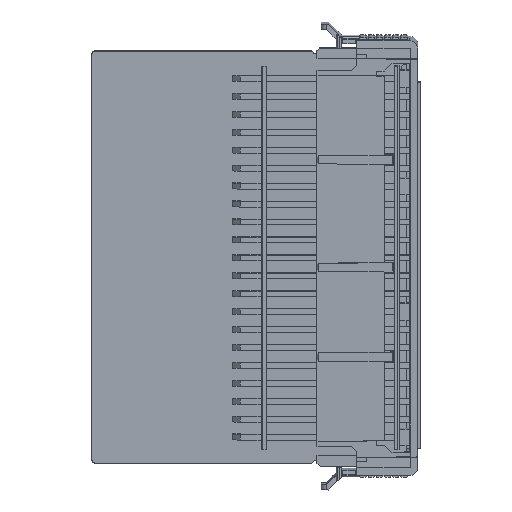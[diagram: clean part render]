
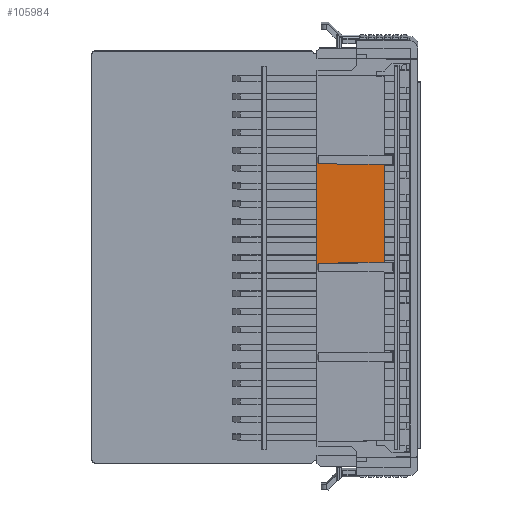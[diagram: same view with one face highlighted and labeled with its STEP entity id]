
A CAD part, left-side view. The second image highlights one B-rep face of the part: STEP entity #105984.
In plain terms, the highlighted face is planar.
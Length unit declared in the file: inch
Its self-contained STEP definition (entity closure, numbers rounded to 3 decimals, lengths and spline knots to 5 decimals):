
#3509 = LINE ( 'NONE', #12596, #78626 ) ;
#3692 = EDGE_CURVE ( 'NONE', #107496, #18150, #125383, .T. ) ;
#11716 = CARTESIAN_POINT ( 'NONE',  ( -0.97868, -0.68026, 2.58821 ) ) ;
#12596 = CARTESIAN_POINT ( 'NONE',  ( -0.98728, 0.30512, 3.57366 ) ) ;
#18150 = VERTEX_POINT ( 'NONE', #90465 ) ;
#18397 = CARTESIAN_POINT ( 'NONE',  ( -0.96516, 0.14031, 2.22393 ) ) ;
#18398 = CARTESIAN_POINT ( 'NONE',  ( -0.96654, 0.29331, 2.37962 ) ) ;
#19756 = ORIENTED_EDGE ( 'NONE', *, *, #80944, .T. ) ;
#20775 = DIRECTION ( 'NONE',  ( 0.017, 0., -1. ) ) ;
#21921 = FACE_OUTER_BOUND ( 'NONE', #84955, .T. ) ;
#22024 = CARTESIAN_POINT ( 'NONE',  ( -0.95767, -0.21063, 1.61936 ) ) ;
#23842 = EDGE_CURVE ( 'NONE', #69088, #50145, #60694, .T. ) ;
#27296 = VERTEX_POINT ( 'NONE', #116214 ) ;
#34358 = DIRECTION ( 'NONE',  ( -1., 0.009, -0.017 ) ) ;
#37362 = ORIENTED_EDGE ( 'NONE', *, *, #84998, .F. ) ;
#39693 = EDGE_CURVE ( 'NONE', #18150, #50145, #3509, .T. ) ;
#39799 = LINE ( 'NONE', #50193, #121140 ) ;
#50145 = VERTEX_POINT ( 'NONE', #91817 ) ;
#50193 = CARTESIAN_POINT ( 'NONE',  ( -0.99178, -0.21063, 3.57358 ) ) ;
#50934 = VECTOR ( 'NONE', #87626, 39.37008 ) ;
#52404 = DIRECTION ( 'NONE',  ( -0.009, -1., -0.009 ) ) ;
#57305 = ORIENTED_EDGE ( 'NONE', *, *, #39693, .T. ) ;
#58850 = EDGE_CURVE ( 'NONE', #27296, #96132, #39799, .T. ) ;
#60694 = LINE ( 'NONE', #11716, #91850 ) ;
#63627 = PLANE ( 'NONE',  #89714 ) ;
#69088 = VERTEX_POINT ( 'NONE', #99872 ) ;
#69365 = ORIENTED_EDGE ( 'NONE', *, *, #23842, .F. ) ;
#78626 = VECTOR ( 'NONE', #120298, 39.37008 ) ;
#80944 = EDGE_CURVE ( 'NONE', #69088, #96132, #94865, .T. ) ;
#81767 = CARTESIAN_POINT ( 'NONE',  ( -0.97082, -0.20606, 2.37519 ) ) ;
#84955 = EDGE_LOOP ( 'NONE', ( #37362, #94372, #57305, #69365, #19756, #101382 ) ) ;
#84998 = EDGE_CURVE ( 'NONE', #107496, #27296, #111737, .T. ) ;
#85813 = DIRECTION ( 'NONE',  ( -0.009, -1., 0. ) ) ;
#87626 = DIRECTION ( 'NONE',  ( -0.006, 0.701, 0.713 ) ) ;
#89714 = AXIS2_PLACEMENT_3D ( 'NONE', #96194, #34358, #85813 ) ;
#90465 = CARTESIAN_POINT ( 'NONE',  ( -0.96665, 0.30512, 2.39164 ) ) ;
#91344 = DIRECTION ( 'NONE',  ( 0.019, 0.707, -0.707 ) ) ;
#91817 = CARTESIAN_POINT ( 'NONE',  ( -0.95288, 0.30512, 1.60313 ) ) ;
#91850 = VECTOR ( 'NONE', #91344, 39.37008 ) ;
#93175 = VECTOR ( 'NONE', #52404, 39.37008 ) ;
#93606 = CARTESIAN_POINT ( 'NONE',  ( -0.95324, 0.28802, 1.61508 ) ) ;
#94372 = ORIENTED_EDGE ( 'NONE', *, *, #3692, .T. ) ;
#94865 = LINE ( 'NONE', #93606, #113788 ) ;
#96132 = VERTEX_POINT ( 'NONE', #22024 ) ;
#96194 = CARTESIAN_POINT ( 'NONE',  ( -0.98728, 0.30512, 3.57366 ) ) ;
#99872 = CARTESIAN_POINT ( 'NONE',  ( -0.9532, 0.2932, 1.61504 ) ) ;
#101382 = ORIENTED_EDGE ( 'NONE', *, *, #58850, .F. ) ;
#105984 = ADVANCED_FACE ( 'NONE', ( #21921 ), #63627, .T. ) ;
#107496 = VERTEX_POINT ( 'NONE', #18398 ) ;
#111737 = LINE ( 'NONE', #81767, #93175 ) ;
#113788 = VECTOR ( 'NONE', #113821, 39.37008 ) ;
#113821 = DIRECTION ( 'NONE',  ( -0.009, -1., 0.009 ) ) ;
#116214 = CARTESIAN_POINT ( 'NONE',  ( -0.97086, -0.21063, 2.37515 ) ) ;
#120298 = DIRECTION ( 'NONE',  ( 0.017, 0., -1. ) ) ;
#121140 = VECTOR ( 'NONE', #20775, 39.37008 ) ;
#125383 = LINE ( 'NONE', #18397, #50934 ) ;
